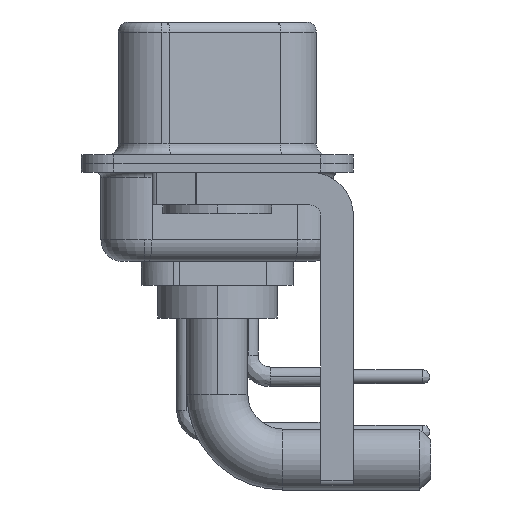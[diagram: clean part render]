
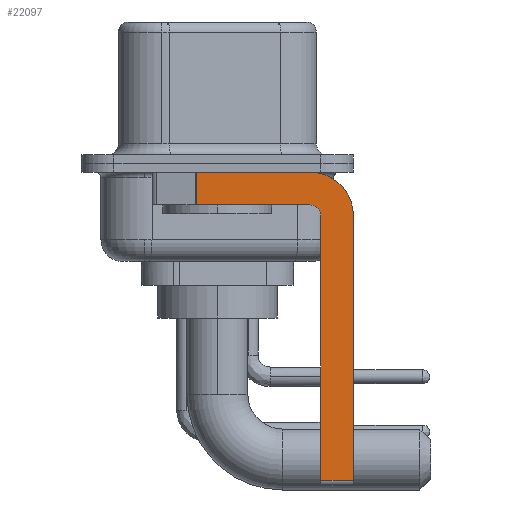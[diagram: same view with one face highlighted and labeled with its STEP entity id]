
A CAD part, left-side view. The second image highlights one B-rep face of the part: STEP entity #22097.
In plain terms, the highlighted planar face has unit normal (-1, 0, 0).
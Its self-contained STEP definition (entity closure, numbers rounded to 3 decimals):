
#779 = CARTESIAN_POINT ( 'NONE',  ( -2.9, -6.25, -2.4 ) ) ;
#1010 = CARTESIAN_POINT ( 'NONE',  ( -2.9, -4.75, -2.4 ) ) ;
#1496 = CARTESIAN_POINT ( 'NONE',  ( -2.9, 0.978, -1.9 ) ) ;
#1660 = LINE ( 'NONE', #10539, #7643 ) ;
#1979 = EDGE_CURVE ( 'NONE', #13281, #2120, #12116, .T. ) ;
#2120 = VERTEX_POINT ( 'NONE', #1010 ) ;
#2149 = CARTESIAN_POINT ( 'NONE',  ( -2.9, -4.25, -1.9 ) ) ;
#2379 = VERTEX_POINT ( 'NONE', #28724 ) ;
#2716 = LINE ( 'NONE', #11747, #22282 ) ;
#2877 = VERTEX_POINT ( 'NONE', #18724 ) ;
#2978 = DIRECTION ( 'NONE',  ( 0., -1., 0. ) ) ;
#3245 = EDGE_CURVE ( 'NONE', #2877, #20737, #14508, .T. ) ;
#4377 = VECTOR ( 'NONE', #2978, 1000. ) ;
#5583 = FACE_OUTER_BOUND ( 'NONE', #20671, .T. ) ;
#6125 = EDGE_CURVE ( 'NONE', #2120, #16923, #22740, .T. ) ;
#6409 = ORIENTED_EDGE ( 'NONE', *, *, #24260, .F. ) ;
#6856 = ORIENTED_EDGE ( 'NONE', *, *, #1979, .F. ) ;
#7643 = VECTOR ( 'NONE', #26716, 1000. ) ;
#7677 = DIRECTION ( 'NONE',  ( 0., 0., 1. ) ) ;
#8318 = ORIENTED_EDGE ( 'NONE', *, *, #3245, .F. ) ;
#8440 = CARTESIAN_POINT ( 'NONE',  ( -2.9, -4.75, -14.55 ) ) ;
#9746 = ORIENTED_EDGE ( 'NONE', *, *, #21431, .T. ) ;
#10448 = DIRECTION ( 'NONE',  ( 1., 0., 0. ) ) ;
#10539 = CARTESIAN_POINT ( 'NONE',  ( -2.9, -4.25, -14.55 ) ) ;
#10566 = CARTESIAN_POINT ( 'NONE',  ( -2.9, -6.25, -14.55 ) ) ;
#10708 = EDGE_CURVE ( 'NONE', #2379, #10889, #18673, .T. ) ;
#10889 = VERTEX_POINT ( 'NONE', #28712 ) ;
#11115 = CARTESIAN_POINT ( 'NONE',  ( -2.9, 0.978, -1.9 ) ) ;
#11513 = DIRECTION ( 'NONE',  ( 0., 0., 1. ) ) ;
#11747 = CARTESIAN_POINT ( 'NONE',  ( -2.9, -4.25, -1.9 ) ) ;
#12116 = LINE ( 'NONE', #27422, #19453 ) ;
#12390 = CARTESIAN_POINT ( 'NONE',  ( -2.9, -4.25, -2.4 ) ) ;
#12532 = DIRECTION ( 'NONE',  ( 1., 0., 0. ) ) ;
#13281 = VERTEX_POINT ( 'NONE', #8440 ) ;
#13327 = LINE ( 'NONE', #11115, #26956 ) ;
#13648 = CIRCLE ( 'NONE', #16473, 2. ) ;
#13726 = CARTESIAN_POINT ( 'NONE',  ( -2.9, -4.25, -2.4 ) ) ;
#14508 = LINE ( 'NONE', #779, #25577 ) ;
#16135 = ORIENTED_EDGE ( 'NONE', *, *, #28123, .F. ) ;
#16473 = AXIS2_PLACEMENT_3D ( 'NONE', #19640, #10448, #28568 ) ;
#16818 = PLANE ( 'NONE',  #28811 ) ;
#16923 = VERTEX_POINT ( 'NONE', #2149 ) ;
#18673 = LINE ( 'NONE', #23291, #4377 ) ;
#18724 = CARTESIAN_POINT ( 'NONE',  ( -2.9, -6.25, -2.4 ) ) ;
#19453 = VECTOR ( 'NONE', #7677, 1000. ) ;
#19640 = CARTESIAN_POINT ( 'NONE',  ( -2.9, -4.25, -2.4 ) ) ;
#20162 = DIRECTION ( 'NONE',  ( 0., 0., -1. ) ) ;
#20671 = EDGE_LOOP ( 'NONE', ( #24639, #9746, #6409, #24469, #6856, #21047, #8318, #16135 ) ) ;
#20737 = VERTEX_POINT ( 'NONE', #10566 ) ;
#21047 = ORIENTED_EDGE ( 'NONE', *, *, #24477, .T. ) ;
#21076 = DIRECTION ( 'NONE',  ( 0., 0., -1. ) ) ;
#21309 = AXIS2_PLACEMENT_3D ( 'NONE', #13726, #22792, #11513 ) ;
#21431 = EDGE_CURVE ( 'NONE', #2379, #22502, #13327, .T. ) ;
#22097 = ADVANCED_FACE ( 'NONE', ( #5583 ), #16818, .F. ) ;
#22282 = VECTOR ( 'NONE', #27055, 1000. ) ;
#22502 = VERTEX_POINT ( 'NONE', #1496 ) ;
#22740 = CIRCLE ( 'NONE', #21309, 0.5 ) ;
#22792 = DIRECTION ( 'NONE',  ( -1., 0., 0. ) ) ;
#23291 = CARTESIAN_POINT ( 'NONE',  ( -2.9, 3., -0.4 ) ) ;
#23531 = DIRECTION ( 'NONE',  ( 0., 0., -1. ) ) ;
#24260 = EDGE_CURVE ( 'NONE', #16923, #22502, #2716, .T. ) ;
#24469 = ORIENTED_EDGE ( 'NONE', *, *, #6125, .F. ) ;
#24477 = EDGE_CURVE ( 'NONE', #13281, #20737, #1660, .T. ) ;
#24639 = ORIENTED_EDGE ( 'NONE', *, *, #10708, .F. ) ;
#25577 = VECTOR ( 'NONE', #21076, 1000. ) ;
#26716 = DIRECTION ( 'NONE',  ( 0., -1., 0. ) ) ;
#26956 = VECTOR ( 'NONE', #20162, 1000. ) ;
#27055 = DIRECTION ( 'NONE',  ( 0., 1., 0. ) ) ;
#27422 = CARTESIAN_POINT ( 'NONE',  ( -2.9, -4.75, -14.8 ) ) ;
#28123 = EDGE_CURVE ( 'NONE', #10889, #2877, #13648, .T. ) ;
#28568 = DIRECTION ( 'NONE',  ( 0., 0., -1. ) ) ;
#28712 = CARTESIAN_POINT ( 'NONE',  ( -2.9, -4.25, -0.4 ) ) ;
#28724 = CARTESIAN_POINT ( 'NONE',  ( -2.9, 0.978, -0.4 ) ) ;
#28811 = AXIS2_PLACEMENT_3D ( 'NONE', #12390, #12532, #23531 ) ;
